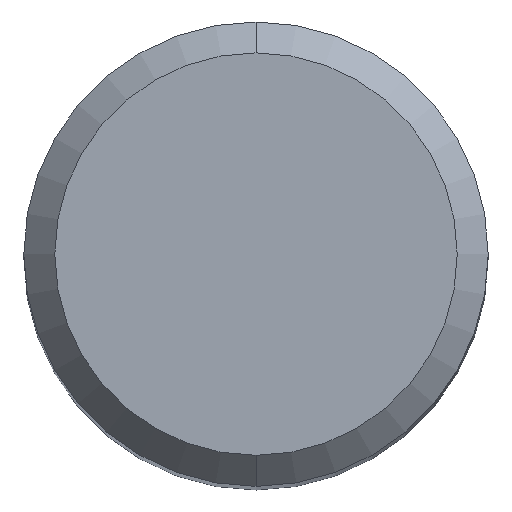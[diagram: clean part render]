
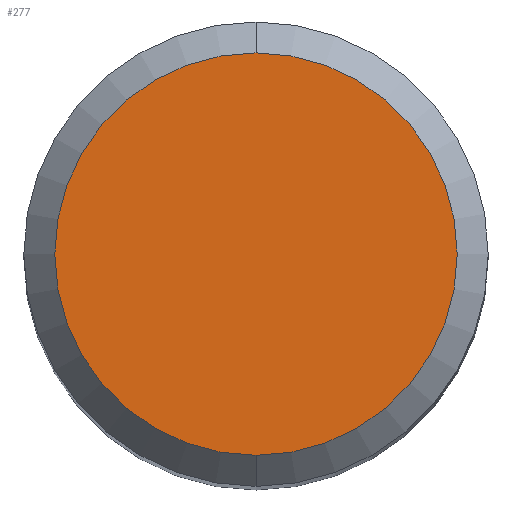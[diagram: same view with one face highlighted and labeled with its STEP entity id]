
A CAD part, top view. The second image highlights one B-rep face of the part: STEP entity #277.
In plain terms, the highlighted planar face has unit normal (0, 0, 1).
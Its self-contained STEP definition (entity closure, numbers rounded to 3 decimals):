
#263=EDGE_CURVE('',#321,#447,#587,.T.);
#277=ADVANCED_FACE('',(#604),#605,.T.);
#321=VERTEX_POINT('',#655);
#441=EDGE_CURVE('',#447,#321,#788,.T.);
#447=VERTEX_POINT('',#794);
#587=CIRCLE('',#1065,2.6);
#604=FACE_OUTER_BOUND('',#1115,.T.);
#605=PLANE('',#1116);
#655=CARTESIAN_POINT('',(0.,-2.6,0.0));
#788=CIRCLE('',#1418,2.6);
#794=CARTESIAN_POINT('',(0.0,2.6,0.0));
#1065=AXIS2_PLACEMENT_3D('',#1588,#1589,#1590);
#1115=EDGE_LOOP('',(#1616,#1617));
#1116=AXIS2_PLACEMENT_3D('',#1618,#1619,#1620);
#1418=AXIS2_PLACEMENT_3D('',#1820,#1821,#1822);
#1588=CARTESIAN_POINT('',(0.0,0.0,0.0));
#1589=DIRECTION('',(0.0,0.0,-1.0));
#1590=DIRECTION('',(0.0,1.0,0.0));
#1616=ORIENTED_EDGE('',*,*,#441,.F.);
#1617=ORIENTED_EDGE('',*,*,#263,.F.);
#1618=CARTESIAN_POINT('',(0.0,1.3,0.0));
#1619=DIRECTION('',(-0.0,0.0,1.0));
#1620=DIRECTION('',(0.0,-1.0,0.0));
#1820=CARTESIAN_POINT('',(0.0,0.0,0.0));
#1821=DIRECTION('',(0.0,0.0,-1.0));
#1822=DIRECTION('',(0.0,1.0,0.0));
